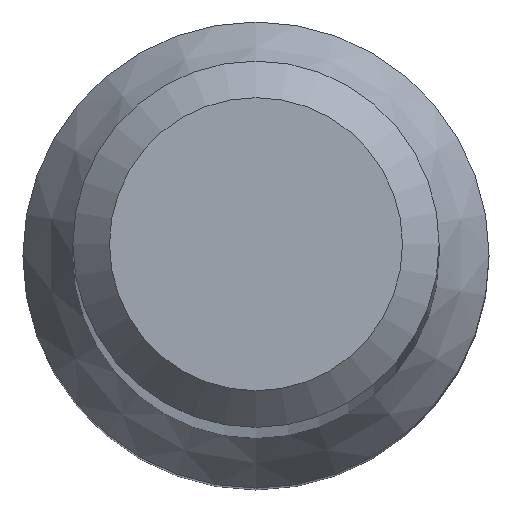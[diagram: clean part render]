
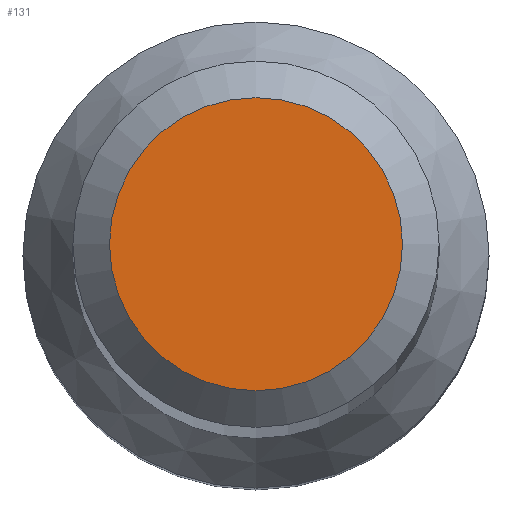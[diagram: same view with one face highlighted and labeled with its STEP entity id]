
A CAD part, top view. The second image highlights one B-rep face of the part: STEP entity #131.
In plain terms, the highlighted planar face has unit normal (0, 0, 1).
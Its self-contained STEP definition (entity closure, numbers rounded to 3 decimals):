
#6 = VERTEX_POINT ( 'NONE', #175 ) ;
#7 = FACE_OUTER_BOUND ( 'NONE', #126, .T. ) ;
#9 = AXIS2_PLACEMENT_3D ( 'NONE', #219, #50, #129 ) ;
#19 = EDGE_CURVE ( 'NONE', #6, #6, #75, .T. ) ;
#34 = AXIS2_PLACEMENT_3D ( 'NONE', #41, #76, #193 ) ;
#41 = CARTESIAN_POINT ( 'NONE',  ( 0., 0., 80. ) ) ;
#50 = DIRECTION ( 'NONE',  ( 0., 0., -1. ) ) ;
#75 = CIRCLE ( 'NONE', #9, 1.6 ) ;
#76 = DIRECTION ( 'NONE',  ( 0., 0., -1. ) ) ;
#126 = EDGE_LOOP ( 'NONE', ( #202 ) ) ;
#129 = DIRECTION ( 'NONE',  ( 0., 1., 0. ) ) ;
#131 = ADVANCED_FACE ( 'NONE', ( #7 ), #196, .F. ) ;
#175 = CARTESIAN_POINT ( 'NONE',  ( 0., 1.6, 80. ) ) ;
#193 = DIRECTION ( 'NONE',  ( 0., 1., 0. ) ) ;
#196 = PLANE ( 'NONE',  #34 ) ;
#202 = ORIENTED_EDGE ( 'NONE', *, *, #19, .F. ) ;
#219 = CARTESIAN_POINT ( 'NONE',  ( 0., 0., 80. ) ) ;
